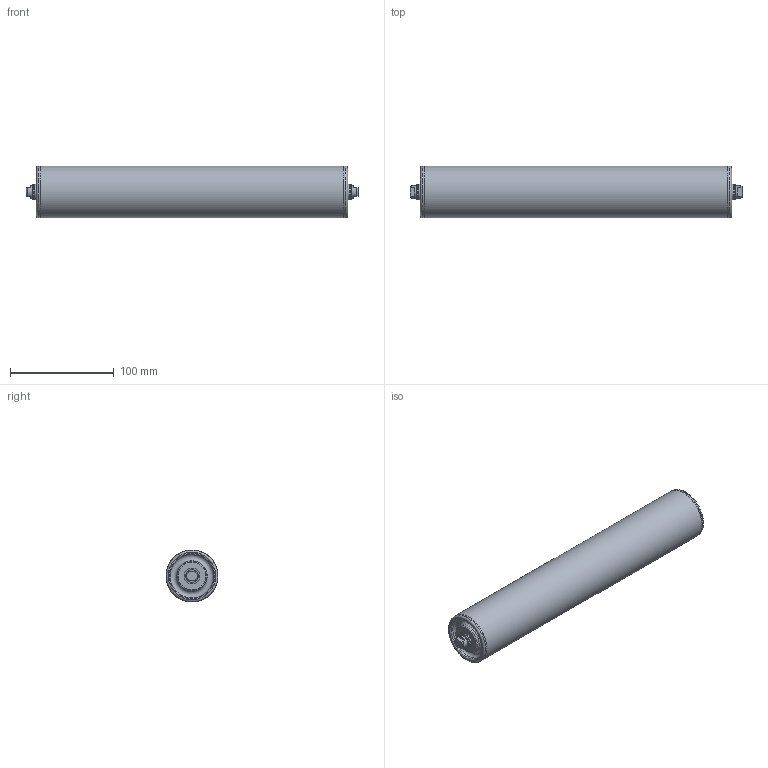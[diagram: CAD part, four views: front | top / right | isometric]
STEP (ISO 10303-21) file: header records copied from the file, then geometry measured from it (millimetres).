
FILE_DESCRIPTION((''),'2;1');
FILE_NAME('TR0_50x2,8_A12_ML300_AL320_SW.stp',('ALFOTEC GmbH'),'Die Weitergabe, Vervielfaeltigung und Verwertung der technischen Zeichnung ist nur mit ausdruecklicher Einwilligung des Urhebers gestattet. Technische Aenderungen sowie bei Verstoessen Ansprueche auf Schadenersatz (auch fuer den Fall einer Patent-, Gebra');
FILE_SCHEMA(('CONFIG_CONTROL_DESIGN'));
Length unit declared in the file: millimetre
Products named in the file (1): TR0_50x2,8_A12_ML300_AL320_glatt_2
Bounding box: 320 x 50 x 50 mm (x, y, z)
Volume: 582774.3 mm3; surface area: 54134.8 mm2
Topology: 1 solids, 1 shells, 49 faces, 97 edges, 60 vertices
Faces by surface type: plane 20, cylinder 13, torus 10, cone 6
Full cylindrical faces by diameter (mm): 12 x2, 12.1 x2, 15.4 x4, 42.2 x2, 49.9 x2, 50 x1
Entity records: 1165 total; most frequent: DIRECTION 208, CARTESIAN_POINT 194, ORIENTED_EDGE 140, AXIS2_PLACEMENT_3D 96, EDGE_LOOP 84, EDGE_CURVE 70, VERTEX_POINT 58, FACE_OUTER_BOUND 49
